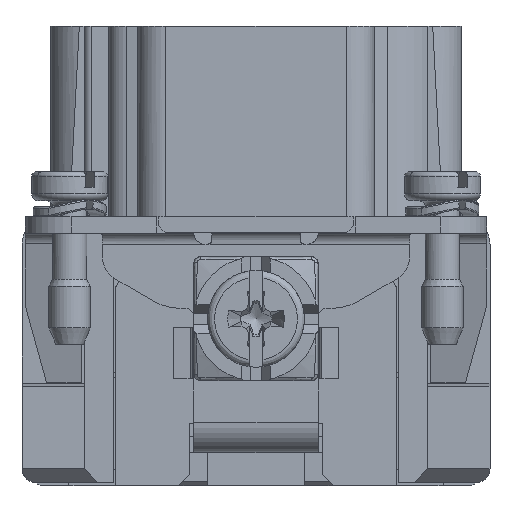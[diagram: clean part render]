
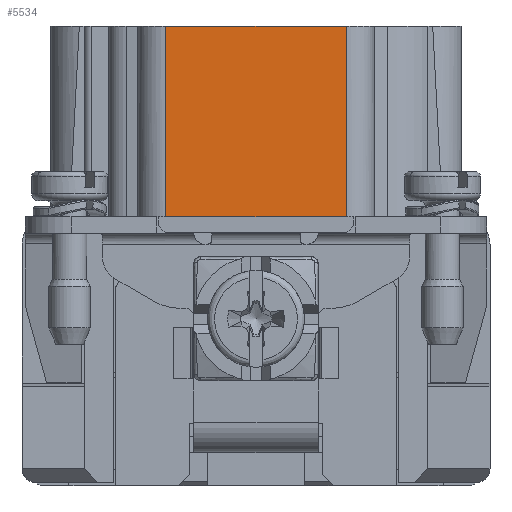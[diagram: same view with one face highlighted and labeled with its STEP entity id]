
A CAD part, left-side view. The second image highlights one B-rep face of the part: STEP entity #5534.
In plain terms, the highlighted planar face has unit normal (-1, 0, 0).
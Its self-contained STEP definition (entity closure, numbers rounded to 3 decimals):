
#5534=ADVANCED_FACE('',(#8149),#7056,.F.);
#7056=PLANE('',#42483);
#8149=FACE_OUTER_BOUND('',#9666,.T.);
#9666=EDGE_LOOP('',(#13495,#13496,#13497,#13498));
#13495=ORIENTED_EDGE('',*,*,#23848,.T.);
#13496=ORIENTED_EDGE('',*,*,#24661,.F.);
#13497=ORIENTED_EDGE('',*,*,#24240,.F.);
#13498=ORIENTED_EDGE('',*,*,#24660,.T.);
#20783=VERTEX_POINT('',#57824);
#20784=VERTEX_POINT('',#57826);
#21087=VERTEX_POINT('',#58629);
#21088=VERTEX_POINT('',#58631);
#23848=EDGE_CURVE('',#20784,#20783,#33227,.T.);
#24240=EDGE_CURVE('',#21087,#21088,#33535,.T.);
#24660=EDGE_CURVE('',#21087,#20784,#33834,.T.);
#24661=EDGE_CURVE('',#21088,#20783,#33835,.T.);
#33227=LINE('',#57825,#36422);
#33535=LINE('',#58630,#36730);
#33834=LINE('',#59518,#37029);
#33835=LINE('',#59520,#37030);
#36422=VECTOR('',#45757,1.);
#36730=VECTOR('',#46355,1.);
#37029=VECTOR('',#47212,1.);
#37030=VECTOR('',#47215,1.);
#42483=AXIS2_PLACEMENT_3D('',#59521,#47216,#47217);
#45757=DIRECTION('',(0.,-1.,0.));
#46355=DIRECTION('',(0.,-1.,0.));
#47212=DIRECTION('',(0.,0.,-1.));
#47215=DIRECTION('',(0.,0.,-1.));
#47216=DIRECTION('',(1.,0.,0.));
#47217=DIRECTION('',(0.,0.,-1.));
#57824=CARTESIAN_POINT('',(-31.925,-6.55,1.2));
#57825=CARTESIAN_POINT('',(-31.925,6.55,1.2));
#57826=CARTESIAN_POINT('',(-31.925,6.55,1.2));
#58629=CARTESIAN_POINT('',(-31.925,6.55,15.));
#58630=CARTESIAN_POINT('',(-31.925,6.55,15.));
#58631=CARTESIAN_POINT('',(-31.925,-6.55,15.));
#59518=CARTESIAN_POINT('',(-31.925,6.55,15.));
#59520=CARTESIAN_POINT('',(-31.925,-6.55,15.));
#59521=CARTESIAN_POINT('',(-31.925,6.55,15.));
